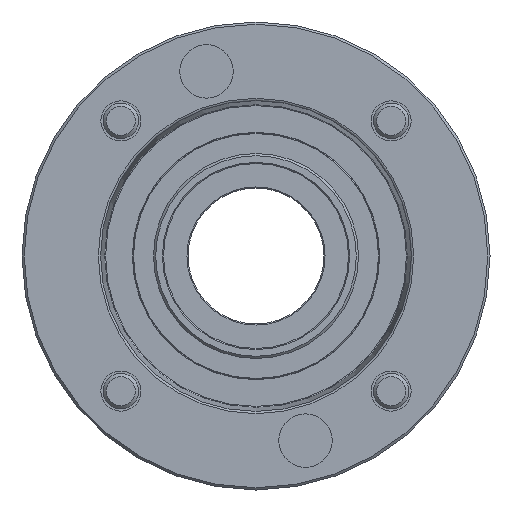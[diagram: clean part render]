
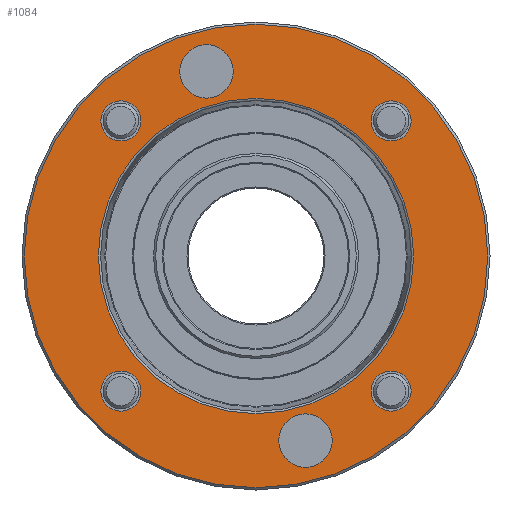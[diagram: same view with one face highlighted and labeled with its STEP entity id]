
A CAD part, left-side view. The second image highlights one B-rep face of the part: STEP entity #1084.
In plain terms, the highlighted planar face has unit normal (-1, 0, 0).
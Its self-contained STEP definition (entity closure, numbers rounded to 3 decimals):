
#6 = EDGE_LOOP ( 'NONE', ( #1011 ) ) ;
#24 = CARTESIAN_POINT ( 'NONE',  ( 0., 0., 0. ) ) ;
#124 = FACE_BOUND ( 'NONE', #475, .T. ) ;
#260 = ORIENTED_EDGE ( 'NONE', *, *, #2369, .T. ) ;
#322 = VERTEX_POINT ( 'NONE', #2844 ) ;
#375 = ORIENTED_EDGE ( 'NONE', *, *, #2918, .T. ) ;
#401 = EDGE_LOOP ( 'NONE', ( #443 ) ) ;
#433 = DIRECTION ( 'NONE',  ( -1., 0., 0. ) ) ;
#443 = ORIENTED_EDGE ( 'NONE', *, *, #1932, .T. ) ;
#473 = VERTEX_POINT ( 'NONE', #1548 ) ;
#475 = EDGE_LOOP ( 'NONE', ( #2527 ) ) ;
#479 = AXIS2_PLACEMENT_3D ( 'NONE', #2531, #2303, #741 ) ;
#564 = DIRECTION ( 'NONE',  ( 1., 0., 0. ) ) ;
#584 = FACE_OUTER_BOUND ( 'NONE', #1393, .T. ) ;
#604 = CARTESIAN_POINT ( 'NONE',  ( 0., 105., 0. ) ) ;
#634 = AXIS2_PLACEMENT_3D ( 'NONE', #2343, #2316, #2098 ) ;
#663 = DIRECTION ( 'NONE',  ( 0., 0., 1. ) ) ;
#696 = CARTESIAN_POINT ( 'NONE',  ( 0., -22.194, -70.828 ) ) ;
#713 = FACE_BOUND ( 'NONE', #1626, .T. ) ;
#727 = DIRECTION ( 'NONE',  ( 0., 0., -1. ) ) ;
#734 = FACE_BOUND ( 'NONE', #401, .T. ) ;
#741 = DIRECTION ( 'NONE',  ( 0., 0., -1. ) ) ;
#777 = CARTESIAN_POINT ( 'NONE',  ( 0., 0., 0. ) ) ;
#790 = CIRCLE ( 'NONE', #634, 12. ) ;
#805 = DIRECTION ( 'NONE',  ( -1., 0., 0. ) ) ;
#830 = CIRCLE ( 'NONE', #479, 9. ) ;
#859 = CARTESIAN_POINT ( 'NONE',  ( 0., 0., -104. ) ) ;
#912 = EDGE_CURVE ( 'NONE', #1396, #1396, #1482, .T. ) ;
#913 = EDGE_CURVE ( 'NONE', #322, #322, #1689, .T. ) ;
#949 = DIRECTION ( 'NONE',  ( 1., 0., 0. ) ) ;
#965 = ORIENTED_EDGE ( 'NONE', *, *, #1813, .T. ) ;
#1010 = PLANE ( 'NONE',  #1237 ) ;
#1011 = ORIENTED_EDGE ( 'NONE', *, *, #1055, .F. ) ;
#1018 = CARTESIAN_POINT ( 'NONE',  ( 0., 60.634, 60.634 ) ) ;
#1055 = EDGE_CURVE ( 'NONE', #473, #473, #790, .T. ) ;
#1084 = ADVANCED_FACE ( 'NONE', ( #2222, #584, #124, #2893, #734, #2115, #713, #2122 ), #1010, .F. ) ;
#1110 = CARTESIAN_POINT ( 'NONE',  ( 0., -22.194, -82.828 ) ) ;
#1130 = DIRECTION ( 'NONE',  ( 1., 0., 0. ) ) ;
#1143 = AXIS2_PLACEMENT_3D ( 'NONE', #1899, #564, #2134 ) ;
#1158 = DIRECTION ( 'NONE',  ( 1., 0., 0. ) ) ;
#1162 = DIRECTION ( 'NONE',  ( 0., 0., -1. ) ) ;
#1237 = AXIS2_PLACEMENT_3D ( 'NONE', #604, #1158, #727 ) ;
#1239 = DIRECTION ( 'NONE',  ( 0., 0., -1. ) ) ;
#1267 = EDGE_LOOP ( 'NONE', ( #965 ) ) ;
#1320 = CIRCLE ( 'NONE', #1994, 70.743 ) ;
#1351 = DIRECTION ( 'NONE',  ( 0., 0., -1. ) ) ;
#1373 = VERTEX_POINT ( 'NONE', #2783 ) ;
#1393 = EDGE_LOOP ( 'NONE', ( #375 ) ) ;
#1396 = VERTEX_POINT ( 'NONE', #1743 ) ;
#1447 = AXIS2_PLACEMENT_3D ( 'NONE', #1018, #2591, #1239 ) ;
#1482 = CIRCLE ( 'NONE', #1143, 9. ) ;
#1548 = CARTESIAN_POINT ( 'NONE',  ( 0., 22.194, 94.828 ) ) ;
#1626 = EDGE_LOOP ( 'NONE', ( #2160 ) ) ;
#1689 = CIRCLE ( 'NONE', #1447, 9. ) ;
#1743 = CARTESIAN_POINT ( 'NONE',  ( 0., 60.634, -69.634 ) ) ;
#1813 = EDGE_CURVE ( 'NONE', #1958, #1958, #830, .T. ) ;
#1841 = AXIS2_PLACEMENT_3D ( 'NONE', #777, #805, #2097 ) ;
#1889 = ORIENTED_EDGE ( 'NONE', *, *, #912, .T. ) ;
#1899 = CARTESIAN_POINT ( 'NONE',  ( 0., 60.634, -60.634 ) ) ;
#1932 = EDGE_CURVE ( 'NONE', #1373, #1373, #2616, .T. ) ;
#1958 = VERTEX_POINT ( 'NONE', #2113 ) ;
#1968 = EDGE_CURVE ( 'NONE', #2610, #2610, #2164, .T. ) ;
#1994 = AXIS2_PLACEMENT_3D ( 'NONE', #24, #1130, #1351 ) ;
#2083 = VERTEX_POINT ( 'NONE', #2105 ) ;
#2097 = DIRECTION ( 'NONE',  ( 0., 0., -1. ) ) ;
#2098 = DIRECTION ( 'NONE',  ( 0., 0., 1. ) ) ;
#2105 = CARTESIAN_POINT ( 'NONE',  ( 0., 0., -70.743 ) ) ;
#2113 = CARTESIAN_POINT ( 'NONE',  ( 0., -60.634, 51.634 ) ) ;
#2115 = FACE_BOUND ( 'NONE', #2628, .T. ) ;
#2122 = FACE_BOUND ( 'NONE', #1267, .T. ) ;
#2130 = EDGE_LOOP ( 'NONE', ( #260 ) ) ;
#2134 = DIRECTION ( 'NONE',  ( 0., 0., -1. ) ) ;
#2160 = ORIENTED_EDGE ( 'NONE', *, *, #913, .T. ) ;
#2164 = CIRCLE ( 'NONE', #2548, 12. ) ;
#2222 = FACE_BOUND ( 'NONE', #2130, .T. ) ;
#2237 = AXIS2_PLACEMENT_3D ( 'NONE', #2360, #949, #1162 ) ;
#2303 = DIRECTION ( 'NONE',  ( 1., 0., 0. ) ) ;
#2316 = DIRECTION ( 'NONE',  ( -1., 0., 0. ) ) ;
#2343 = CARTESIAN_POINT ( 'NONE',  ( 0., 22.194, 82.828 ) ) ;
#2360 = CARTESIAN_POINT ( 'NONE',  ( 0., -60.634, -60.634 ) ) ;
#2369 = EDGE_CURVE ( 'NONE', #2083, #2083, #1320, .T. ) ;
#2480 = CIRCLE ( 'NONE', #1841, 104. ) ;
#2527 = ORIENTED_EDGE ( 'NONE', *, *, #1968, .F. ) ;
#2531 = CARTESIAN_POINT ( 'NONE',  ( 0., -60.634, 60.634 ) ) ;
#2548 = AXIS2_PLACEMENT_3D ( 'NONE', #1110, #433, #663 ) ;
#2591 = DIRECTION ( 'NONE',  ( 1., 0., 0. ) ) ;
#2610 = VERTEX_POINT ( 'NONE', #696 ) ;
#2616 = CIRCLE ( 'NONE', #2237, 9. ) ;
#2628 = EDGE_LOOP ( 'NONE', ( #1889 ) ) ;
#2682 = VERTEX_POINT ( 'NONE', #859 ) ;
#2783 = CARTESIAN_POINT ( 'NONE',  ( 0., -60.634, -69.634 ) ) ;
#2844 = CARTESIAN_POINT ( 'NONE',  ( 0., 60.634, 51.634 ) ) ;
#2893 = FACE_BOUND ( 'NONE', #6, .T. ) ;
#2918 = EDGE_CURVE ( 'NONE', #2682, #2682, #2480, .T. ) ;
